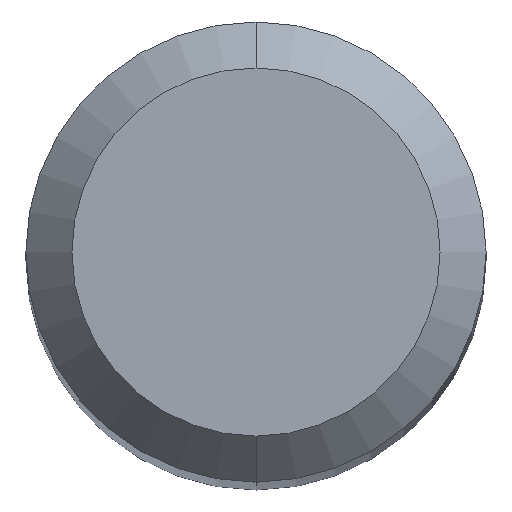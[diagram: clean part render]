
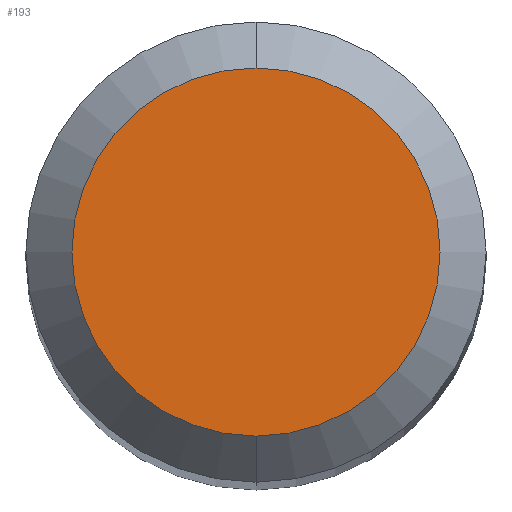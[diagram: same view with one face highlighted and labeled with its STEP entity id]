
A CAD part, top view. The second image highlights one B-rep face of the part: STEP entity #193.
In plain terms, the highlighted planar face has unit normal (0, 0, 1).
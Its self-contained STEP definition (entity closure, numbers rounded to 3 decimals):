
#193=ADVANCED_FACE('',(#504),#505,.T.);
#297=VERTEX_POINT('',#620);
#299=EDGE_CURVE('',#297,#373,#622,.T.);
#373=VERTEX_POINT('',#700);
#431=EDGE_CURVE('',#373,#297,#764,.T.);
#504=FACE_OUTER_BOUND('',#835,.T.);
#505=PLANE('',#836);
#620=CARTESIAN_POINT('',(0.0,1.2,0.0));
#622=CIRCLE('',#1077,1.2);
#700=CARTESIAN_POINT('',(0.,-1.2,0.0));
#764=CIRCLE('',#1363,1.2);
#835=EDGE_LOOP('',(#1475,#1476));
#836=AXIS2_PLACEMENT_3D('',#1477,#1478,#1479);
#1077=AXIS2_PLACEMENT_3D('',#1597,#1598,#1599);
#1363=AXIS2_PLACEMENT_3D('',#1742,#1743,#1744);
#1475=ORIENTED_EDGE('',*,*,#299,.F.);
#1476=ORIENTED_EDGE('',*,*,#431,.F.);
#1477=CARTESIAN_POINT('',(0.0,0.6,0.0));
#1478=DIRECTION('',(-0.0,0.0,1.0));
#1479=DIRECTION('',(0.0,-1.0,0.0));
#1597=CARTESIAN_POINT('',(0.0,0.0,0.0));
#1598=DIRECTION('',(0.0,0.0,-1.0));
#1599=DIRECTION('',(0.0,1.0,0.0));
#1742=CARTESIAN_POINT('',(0.0,0.0,0.0));
#1743=DIRECTION('',(0.0,0.0,-1.0));
#1744=DIRECTION('',(0.0,1.0,0.0));
